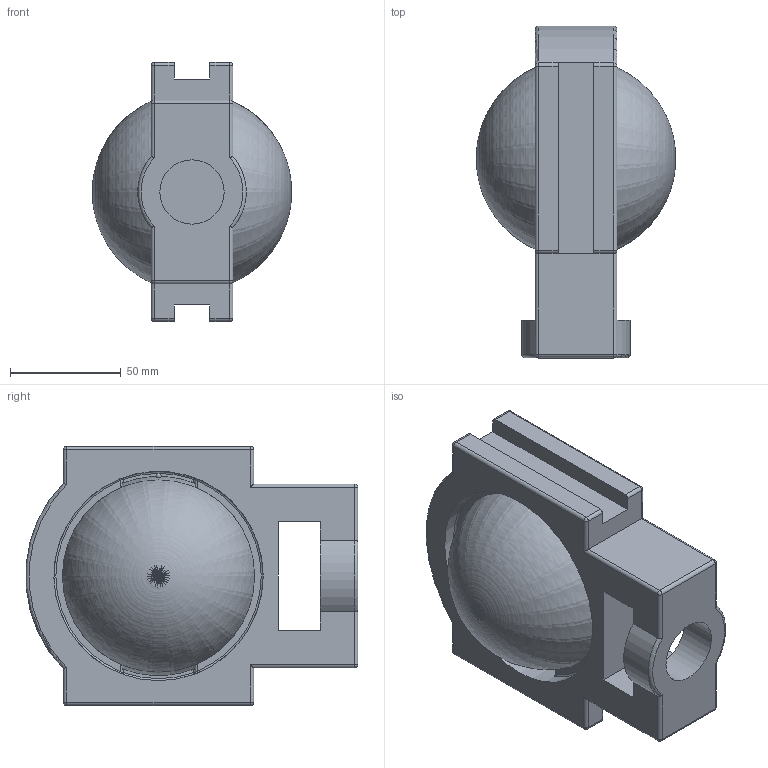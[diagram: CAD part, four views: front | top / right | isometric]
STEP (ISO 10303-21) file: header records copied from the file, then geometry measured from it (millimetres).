
FILE_DESCRIPTION(/* description */ ('Alibre Inc.'),/* implementation_level */ '2;1');
FILE_NAME(/* name */ 'export-17BA4A73-B656-4C89-9145-0E65CC575CF1',/* time_stamp */ '2020-05-18T10:02:27-07:00',/* author */ (''),/* organization */ (''),/* preprocessor_version */ 'ST-DEVELOPER v17',/* originating_system */ 'Alibre',/* authorisation */ '');
FILE_SCHEMA (('CONFIG_CONTROL_DESIGN'));
Length unit declared in the file: inch
Bounding box: 89.96 x 149.78 x 117 mm (x, y, z)
Volume: 328729.7 mm3; surface area: 191384.1 mm2
Topology: 17 solids, 18 shells, 178 faces, 431 edges, 252 vertices
Faces by surface type: cylinder 64, plane 59, sphere 28, torus 17, cone 6, bspline 4
Full cylindrical faces by diameter (mm): 8.382 x4, 29 x1, 50.8 x1, 61.722 x4, 62.23 x2, 81.28 x4, 94.476 x2, 100.1 x1
Entity records: 5611 total; most frequent: CARTESIAN_POINT 1506, DIRECTION 686, ORIENTED_EDGE 622, EDGE_CURVE 311, AXIS2_PLACEMENT_3D 303, FACE_BOUND 218, VERTEX_POINT 211, EDGE_LOOP 208
